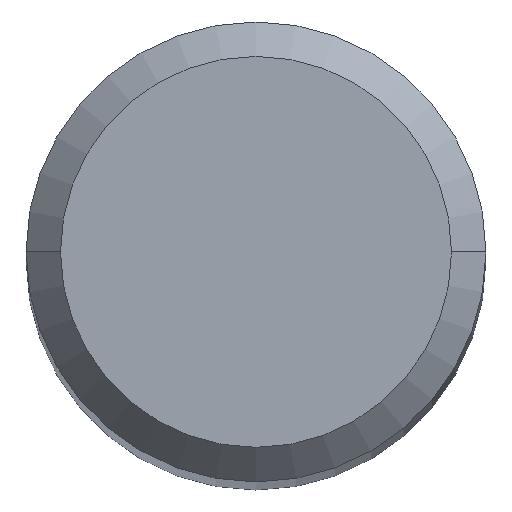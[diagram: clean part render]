
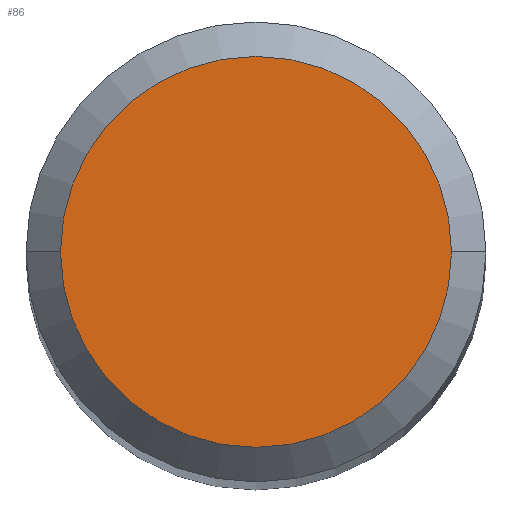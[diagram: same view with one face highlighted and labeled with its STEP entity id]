
A CAD part, top view. The second image highlights one B-rep face of the part: STEP entity #86.
In plain terms, the highlighted planar face has unit normal (0, 0, 1).
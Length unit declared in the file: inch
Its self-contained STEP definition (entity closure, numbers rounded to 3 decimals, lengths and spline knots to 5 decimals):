
#11 = ORIENTED_EDGE ( 'NONE', *, *, #59, .T. ) ;
#33 = DIRECTION ( 'NONE',  ( 0., 0., -1. ) ) ;
#59 = EDGE_CURVE ( 'NONE', #170, #327, #383, .T. ) ;
#86 = ADVANCED_FACE ( 'NONE', ( #456 ), #148, .F. ) ;
#112 = DIRECTION ( 'NONE',  ( -1., 0., 0. ) ) ;
#144 = CARTESIAN_POINT ( 'NONE',  ( 0., 0., 0. ) ) ;
#145 = DIRECTION ( 'NONE',  ( 1., 0., 0. ) ) ;
#148 = PLANE ( 'NONE',  #205 ) ;
#170 = VERTEX_POINT ( 'NONE', #231 ) ;
#172 = CARTESIAN_POINT ( 'NONE',  ( 0.05312, 0., 0. ) ) ;
#205 = AXIS2_PLACEMENT_3D ( 'NONE', #266, #33, #112 ) ;
#231 = CARTESIAN_POINT ( 'NONE',  ( -0.05312, 0., 0. ) ) ;
#243 = ORIENTED_EDGE ( 'NONE', *, *, #374, .T. ) ;
#257 = DIRECTION ( 'NONE',  ( 0., 0., 1. ) ) ;
#266 = CARTESIAN_POINT ( 'NONE',  ( 0., 0., 0. ) ) ;
#284 = CIRCLE ( 'NONE', #464, 0.05312 ) ;
#298 = AXIS2_PLACEMENT_3D ( 'NONE', #331, #482, #145 ) ;
#312 = EDGE_LOOP ( 'NONE', ( #11, #243 ) ) ;
#327 = VERTEX_POINT ( 'NONE', #172 ) ;
#331 = CARTESIAN_POINT ( 'NONE',  ( 0., 0., 0. ) ) ;
#374 = EDGE_CURVE ( 'NONE', #327, #170, #284, .T. ) ;
#383 = CIRCLE ( 'NONE', #298, 0.05312 ) ;
#446 = DIRECTION ( 'NONE',  ( 1., 0., 0. ) ) ;
#456 = FACE_OUTER_BOUND ( 'NONE', #312, .T. ) ;
#464 = AXIS2_PLACEMENT_3D ( 'NONE', #144, #257, #446 ) ;
#482 = DIRECTION ( 'NONE',  ( 0., 0., 1. ) ) ;
